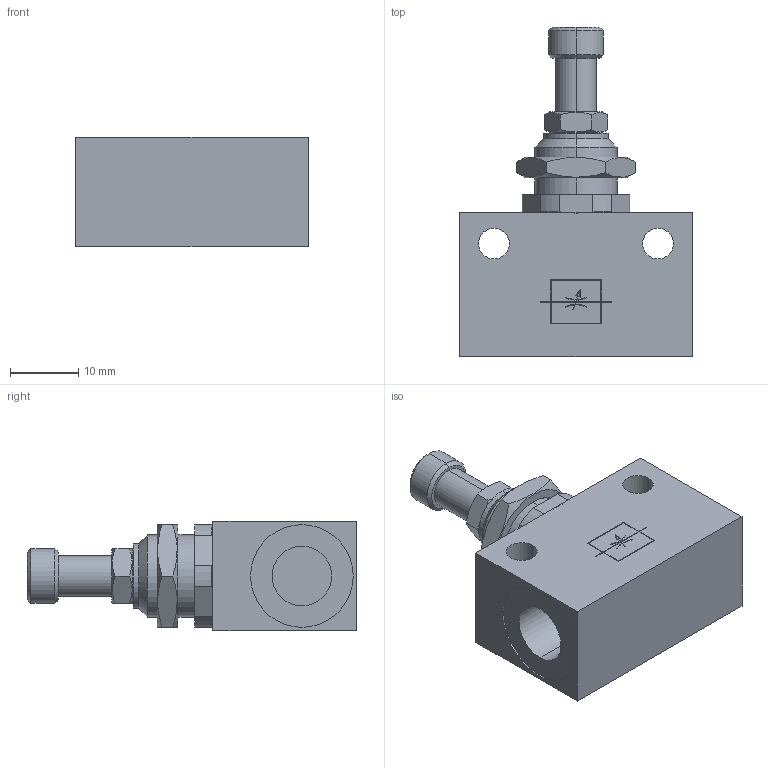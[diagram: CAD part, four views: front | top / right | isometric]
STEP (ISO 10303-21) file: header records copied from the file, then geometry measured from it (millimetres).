
FILE_DESCRIPTION (( 'STEP AP203' ), '1' );
FILE_NAME ('04110B01.STEP', '2010-04-14T09:35:30', ( '' ), ( 'sopra-pneumatic' ), 'SwSTEP 2.0', 'SolidWorks 2009', '' );
FILE_SCHEMA (( 'CONFIG_CONTROL_DESIGN' ));
Length unit declared in the file: millimetre
Products named in the file (1): 04110B01
Bounding box: 34 x 48.11 x 16 mm (x, y, z)
Volume: 12039.8 mm3; surface area: 5343.2 mm2
Topology: 1 solids, 3 shells, 165 faces, 414 edges, 272 vertices
Faces by surface type: plane 89, cylinder 48, cone 28
Entity records: 5305 total; most frequent: CARTESIAN_POINT 1270, ORIENTED_EDGE 828, DIRECTION 802, EDGE_CURVE 414, AXIS2_PLACEMENT_3D 282, VERTEX_POINT 272, VECTOR 238, LINE 238
